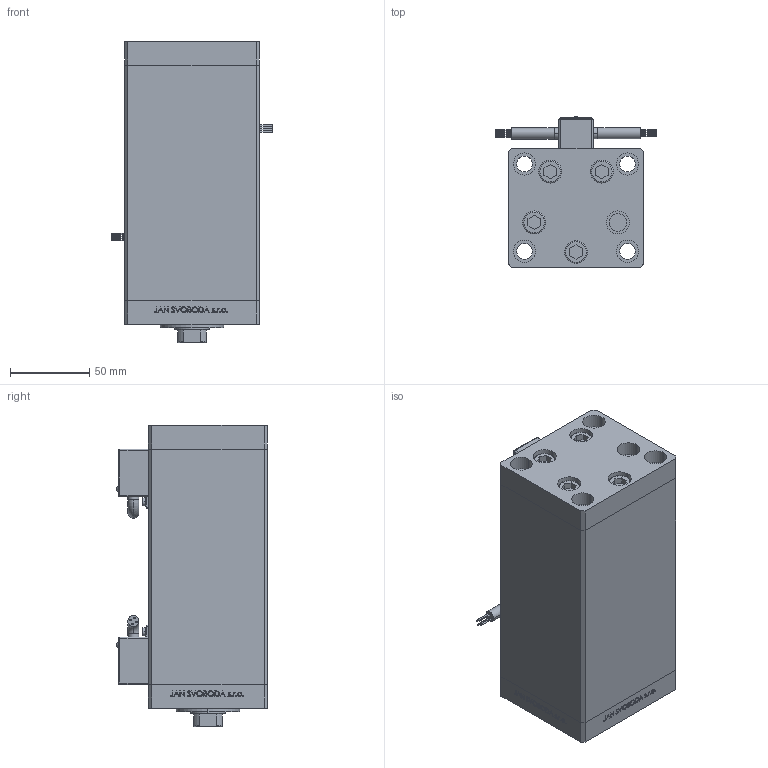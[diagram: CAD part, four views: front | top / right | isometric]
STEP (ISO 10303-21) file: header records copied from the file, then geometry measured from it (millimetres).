
FILE_DESCRIPTION (( 'STEP AP203' ), '1' );
FILE_NAME ('31a7.STEP', '2024-01-08T19:21:53', ( '' ), ( '' ), 'SwSTEP 2.0', 'SolidWorks 2019', '' );
FILE_SCHEMA (( 'CONFIG_CONTROL_DESIGN' ));
Length unit declared in the file: millimetre
Products named in the file (7): Magnetic_Switch_MSU4 b3db4cfc975e2625e3087aee7261570b; V220C BACK_C b3db4cfc975e2625e3087aee7261570b; 31a7; V220C_C MIDDLE b3db4cfc975e2625e3087aee7261570b; V220C_VC_C b3db4cfc975e2625e3087aee7261570b; V220C FRONT b3db4cfc975e2625e3087aee7261570b; ALLEN BOLT b3db4cfc975e2625e3087aee7261570b
Assembly tree (15 placements, depth 2):
  31a7
    ALLEN BOLT b3db4cfc975e2625e3087aee7261570b  x9
    V220C_C MIDDLE b3db4cfc975e2625e3087aee7261570b
    V220C FRONT b3db4cfc975e2625e3087aee7261570b
    Magnetic_Switch_MSU4 b3db4cfc975e2625e3087aee7261570b  x2
    V220C_VC_C b3db4cfc975e2625e3087aee7261570b
    V220C BACK_C b3db4cfc975e2625e3087aee7261570b
Bounding box: 101.6 x 95.1 x 190 mm (x, y, z)
Volume: 983060.5 mm3; surface area: 191819.6 mm2
Topology: 15 solids, 17 shells, 1375 faces, 3357 edges, 2177 vertices
Faces by surface type: plane 620, bspline 380, cylinder 257, torus 48, cone 46, sphere 24
Entity records: 52273 total; most frequent: CARTESIAN_POINT 27123, ORIENTED_EDGE 5500, DIRECTION 3850, EDGE_CURVE 2750, VERTEX_POINT 1816, LINE 1572, VECTOR 1572, EDGE_LOOP 1296
